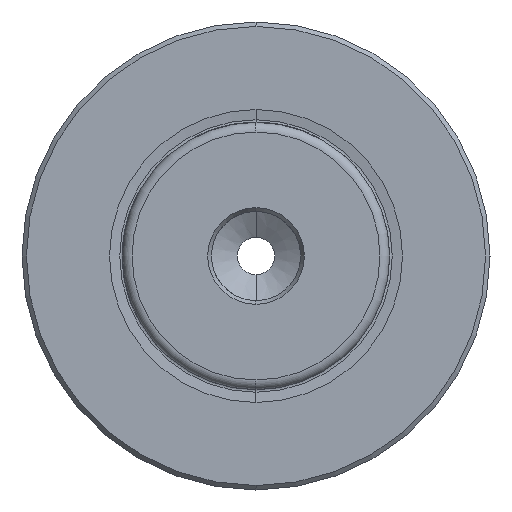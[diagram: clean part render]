
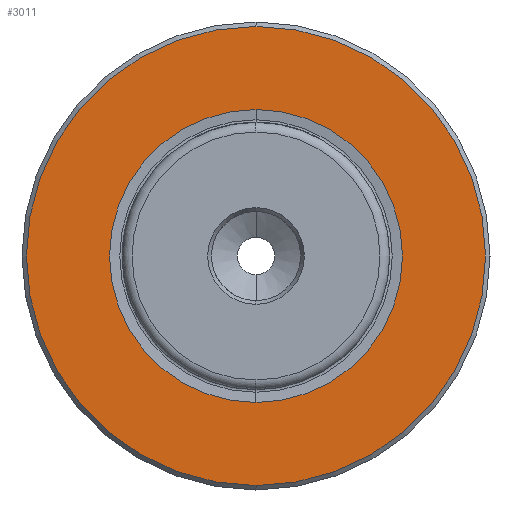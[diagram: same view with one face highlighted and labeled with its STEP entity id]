
A CAD part, left-side view. The second image highlights one B-rep face of the part: STEP entity #3011.
In plain terms, the highlighted planar face has unit normal (-1, 0, 0).
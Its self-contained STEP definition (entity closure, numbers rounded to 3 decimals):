
#88 = CARTESIAN_POINT ( 'NONE',  ( 0., 0., -19.715 ) ) ;
#90 = VERTEX_POINT ( 'NONE', #88 ) ;
#433 = ORIENTED_EDGE ( 'NONE', *, *, #3000, .T. ) ;
#669 = CIRCLE ( 'NONE', #2022, 19.715 ) ;
#695 = CARTESIAN_POINT ( 'NONE',  ( 0., 0., -30.9 ) ) ;
#862 = CIRCLE ( 'NONE', #2028, 30.9 ) ;
#968 = CARTESIAN_POINT ( 'NONE',  ( 0., 0., 0. ) ) ;
#974 = DIRECTION ( 'NONE',  ( -1., 0., 0. ) ) ;
#987 = DIRECTION ( 'NONE',  ( 0., 0., 1. ) ) ;
#988 = CARTESIAN_POINT ( 'NONE',  ( 0., 0., 19.715 ) ) ;
#999 = CARTESIAN_POINT ( 'NONE',  ( 0., 0., 0. ) ) ;
#1000 = DIRECTION ( 'NONE',  ( -1., 0., 0. ) ) ;
#1005 = DIRECTION ( 'NONE',  ( 0., 0., 1. ) ) ;
#1111 = ORIENTED_EDGE ( 'NONE', *, *, #1845, .T. ) ;
#1176 = AXIS2_PLACEMENT_3D ( 'NONE', #2611, #2591, #2588 ) ;
#1201 = AXIS2_PLACEMENT_3D ( 'NONE', #2651, #2650, #2646 ) ;
#1213 = ORIENTED_EDGE ( 'NONE', *, *, #2984, .F. ) ;
#1215 = AXIS2_PLACEMENT_3D ( 'NONE', #2751, #2749, #2747 ) ;
#1288 = VERTEX_POINT ( 'NONE', #695 ) ;
#1306 = FACE_OUTER_BOUND ( 'NONE', #2144, .T. ) ;
#1316 = FACE_BOUND ( 'NONE', #2329, .T. ) ;
#1506 = ORIENTED_EDGE ( 'NONE', *, *, #1862, .F. ) ;
#1845 = EDGE_CURVE ( 'NONE', #1288, #2636, #862, .T. ) ;
#1862 = EDGE_CURVE ( 'NONE', #2000, #90, #669, .T. ) ;
#2000 = VERTEX_POINT ( 'NONE', #988 ) ;
#2022 = AXIS2_PLACEMENT_3D ( 'NONE', #999, #1000, #1005 ) ;
#2028 = AXIS2_PLACEMENT_3D ( 'NONE', #968, #974, #987 ) ;
#2142 = CIRCLE ( 'NONE', #1201, 30.9 ) ;
#2144 = EDGE_LOOP ( 'NONE', ( #1111, #433 ) ) ;
#2329 = EDGE_LOOP ( 'NONE', ( #1506, #1213 ) ) ;
#2588 = DIRECTION ( 'NONE',  ( 0., 0., -1. ) ) ;
#2591 = DIRECTION ( 'NONE',  ( 1., 0., 0. ) ) ;
#2611 = CARTESIAN_POINT ( 'NONE',  ( 0., 19.715, 0. ) ) ;
#2615 = PLANE ( 'NONE',  #1176 ) ;
#2623 = CIRCLE ( 'NONE', #1215, 19.715 ) ;
#2636 = VERTEX_POINT ( 'NONE', #2953 ) ;
#2646 = DIRECTION ( 'NONE',  ( 0., 0., 1. ) ) ;
#2650 = DIRECTION ( 'NONE',  ( -1., 0., 0. ) ) ;
#2651 = CARTESIAN_POINT ( 'NONE',  ( 0., 0., 0. ) ) ;
#2747 = DIRECTION ( 'NONE',  ( 0., 0., 1. ) ) ;
#2749 = DIRECTION ( 'NONE',  ( -1., 0., 0. ) ) ;
#2751 = CARTESIAN_POINT ( 'NONE',  ( 0., 0., 0. ) ) ;
#2953 = CARTESIAN_POINT ( 'NONE',  ( 0., 0., 30.9 ) ) ;
#2984 = EDGE_CURVE ( 'NONE', #90, #2000, #2623, .T. ) ;
#3000 = EDGE_CURVE ( 'NONE', #2636, #1288, #2142, .T. ) ;
#3011 = ADVANCED_FACE ( 'NONE', ( #1316, #1306 ), #2615, .F. ) ;
